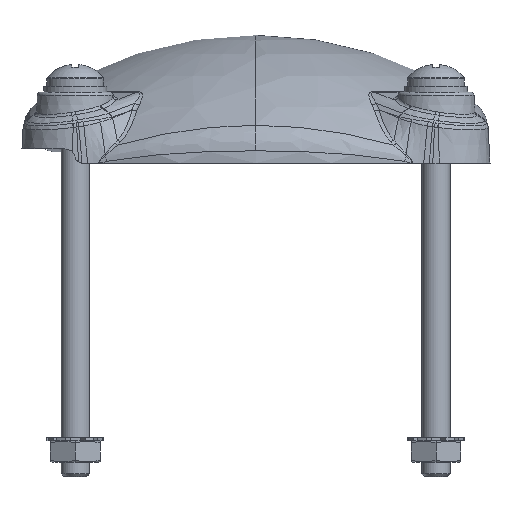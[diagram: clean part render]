
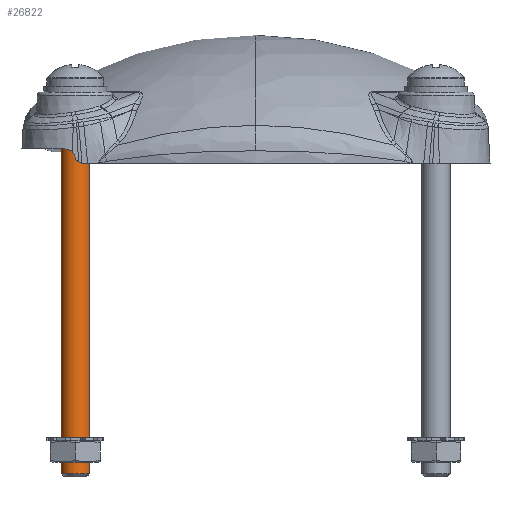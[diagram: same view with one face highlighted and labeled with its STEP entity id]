
A CAD part, front view. The second image highlights one B-rep face of the part: STEP entity #26822.
In plain terms, the highlighted cylindrical face has radius 2 mm (diameter 4 mm), a partial arc.
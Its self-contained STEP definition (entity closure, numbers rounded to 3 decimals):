
#26432=DIRECTION('',(0.,-1.,0.));
#26433=VECTOR('',#26432,54.6);
#26434=CARTESIAN_POINT('',(2.,-3.1,0.));
#26435=LINE('',#26434,#26433);
#26436=CARTESIAN_POINT('',(0.,-57.7,0.));
#26437=DIRECTION('',(0.,1.,0.));
#26438=DIRECTION('',(-1.,0.,0.));
#26439=AXIS2_PLACEMENT_3D('',#26436,#26437,#26438);
#26441=DIRECTION('',(0.,-1.,0.));
#26442=VECTOR('',#26441,54.6);
#26443=CARTESIAN_POINT('',(-2.,-3.1,0.));
#26444=LINE('',#26443,#26442);
#26445=CARTESIAN_POINT('',(0.,-3.1,0.));
#26446=DIRECTION('',(0.,-1.,0.));
#26447=DIRECTION('',(1.,0.,0.));
#26448=AXIS2_PLACEMENT_3D('',#26445,#26446,#26447);
#26679=CARTESIAN_POINT('',(2.,-57.7,0.));
#26681=VERTEX_POINT('',#26679);
#26683=CARTESIAN_POINT('',(2.,-3.1,0.));
#26684=VERTEX_POINT('',#26683);
#26685=CARTESIAN_POINT('',(-2.,-57.7,0.));
#26687=VERTEX_POINT('',#26685);
#26689=CARTESIAN_POINT('',(-2.,-3.1,0.));
#26690=VERTEX_POINT('',#26689);
#26810=CARTESIAN_POINT('',(0.,-61.005,0.));
#26811=DIRECTION('',(0.,1.,0.));
#26812=DIRECTION('',(1.,0.,0.));
#26813=AXIS2_PLACEMENT_3D('',#26810,#26811,#26812);
#26814=CYLINDRICAL_SURFACE('',#26813,2.);
#26815=ORIENTED_EDGE('',*,*,#26800,.T.);
#26816=ORIENTED_EDGE('',*,*,#26777,.F.);
#26817=ORIENTED_EDGE('',*,*,#26804,.F.);
#26819=ORIENTED_EDGE('',*,*,#26818,.F.);
#26820=EDGE_LOOP('',(#26815,#26816,#26817,#26819));
#26821=FACE_OUTER_BOUND('',#26820,.F.);
#26822=ADVANCED_FACE('',(#26821),#26814,.T.);
#26440=CIRCLE('',#26439,2.);
#26449=CIRCLE('',#26448,2.);
#26777=EDGE_CURVE('',#26687,#26681,#26440,.T.);
#26800=EDGE_CURVE('',#26684,#26681,#26435,.T.);
#26804=EDGE_CURVE('',#26690,#26687,#26444,.T.);
#26818=EDGE_CURVE('',#26684,#26690,#26449,.T.);
